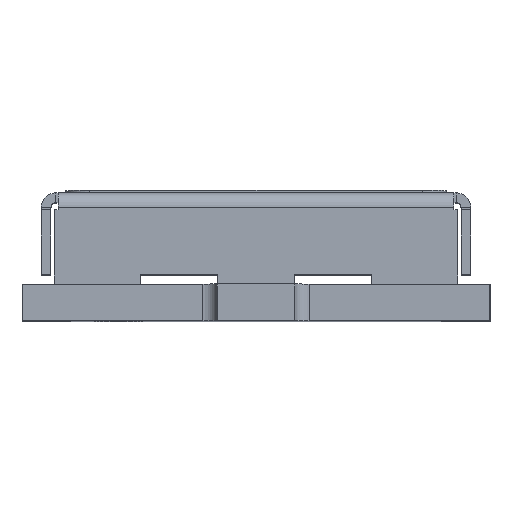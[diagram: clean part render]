
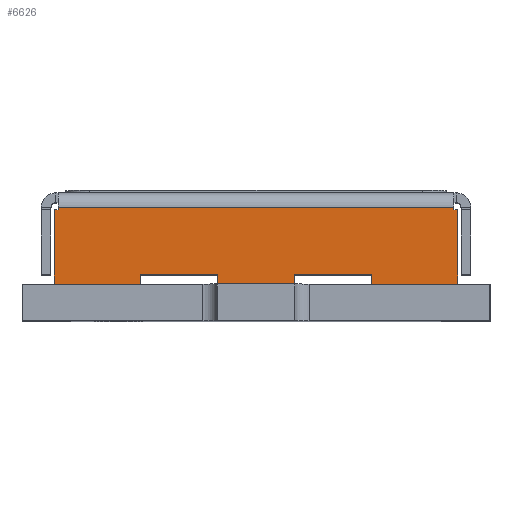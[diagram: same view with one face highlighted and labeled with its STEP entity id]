
A CAD part, top view. The second image highlights one B-rep face of the part: STEP entity #6626.
In plain terms, the highlighted planar face has unit normal (0, 0, 1).
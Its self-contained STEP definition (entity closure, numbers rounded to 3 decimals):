
#272 = LINE ( 'NONE', #9765, #8793 ) ;
#327 = ORIENTED_EDGE ( 'NONE', *, *, #6981, .T. ) ;
#334 = LINE ( 'NONE', #3996, #4595 ) ;
#433 = CARTESIAN_POINT ( 'NONE',  ( -4.45, 0.96, 4.65 ) ) ;
#638 = VERTEX_POINT ( 'NONE', #8845 ) ;
#659 = EDGE_CURVE ( 'NONE', #11595, #3220, #272, .T. ) ;
#684 = DIRECTION ( 'NONE',  ( 1., 0., 0. ) ) ;
#755 = DIRECTION ( 'NONE',  ( 0., -1., 0. ) ) ;
#840 = CARTESIAN_POINT ( 'NONE',  ( -4.1, 2.35, 4.65 ) ) ;
#928 = VERTEX_POINT ( 'NONE', #2913 ) ;
#975 = VECTOR ( 'NONE', #4182, 1000. ) ;
#1072 = VECTOR ( 'NONE', #7644, 1000. ) ;
#1119 = EDGE_CURVE ( 'NONE', #2611, #638, #3293, .T. ) ;
#1177 = EDGE_CURVE ( 'NONE', #7591, #10743, #2597, .T. ) ;
#1179 = DIRECTION ( 'NONE',  ( 1., 0., 0. ) ) ;
#1198 = VECTOR ( 'NONE', #10192, 1000. ) ;
#1389 = VERTEX_POINT ( 'NONE', #2712 ) ;
#1435 = VECTOR ( 'NONE', #6311, 1000. ) ;
#1475 = EDGE_CURVE ( 'NONE', #2178, #1389, #6168, .T. ) ;
#1493 = ORIENTED_EDGE ( 'NONE', *, *, #7542, .T. ) ;
#1576 = CARTESIAN_POINT ( 'NONE',  ( 2.4, 0.76, 4.65 ) ) ;
#1622 = CARTESIAN_POINT ( 'NONE',  ( 0.8, 18.172, 4.65 ) ) ;
#2129 = DIRECTION ( 'NONE',  ( 0., 1., 0. ) ) ;
#2178 = VERTEX_POINT ( 'NONE', #2905 ) ;
#2336 = VERTEX_POINT ( 'NONE', #10722 ) ;
#2369 = DIRECTION ( 'NONE',  ( 1., 0., 0. ) ) ;
#2402 = ORIENTED_EDGE ( 'NONE', *, *, #2884, .T. ) ;
#2546 = CARTESIAN_POINT ( 'NONE',  ( 4.179, 18.172, 4.65 ) ) ;
#2597 = LINE ( 'NONE', #4336, #11574 ) ;
#2611 = VERTEX_POINT ( 'NONE', #10526 ) ;
#2660 = VERTEX_POINT ( 'NONE', #7775 ) ;
#2712 = CARTESIAN_POINT ( 'NONE',  ( -4.179, 0.76, 4.65 ) ) ;
#2884 = EDGE_CURVE ( 'NONE', #2660, #4893, #334, .T. ) ;
#2899 = ORIENTED_EDGE ( 'NONE', *, *, #10504, .T. ) ;
#2905 = CARTESIAN_POINT ( 'NONE',  ( -4.179, 2.3, 4.65 ) ) ;
#2908 = ORIENTED_EDGE ( 'NONE', *, *, #1119, .F. ) ;
#2913 = CARTESIAN_POINT ( 'NONE',  ( 2.4, 0.96, 4.65 ) ) ;
#2962 = DIRECTION ( 'NONE',  ( -1., 0., 0. ) ) ;
#3104 = CARTESIAN_POINT ( 'NONE',  ( 4.1, 2.35, 4.65 ) ) ;
#3138 = CARTESIAN_POINT ( 'NONE',  ( -4.1, 18.172, 4.65 ) ) ;
#3203 = ORIENTED_EDGE ( 'NONE', *, *, #7563, .T. ) ;
#3208 = VECTOR ( 'NONE', #6843, 1000. ) ;
#3220 = VERTEX_POINT ( 'NONE', #6139 ) ;
#3251 = LINE ( 'NONE', #10742, #11609 ) ;
#3291 = ORIENTED_EDGE ( 'NONE', *, *, #5288, .T. ) ;
#3293 = LINE ( 'NONE', #5875, #8436 ) ;
#3310 = LINE ( 'NONE', #1622, #4903 ) ;
#3329 = VECTOR ( 'NONE', #6280, 1000. ) ;
#3399 = DIRECTION ( 'NONE',  ( 0., 0., -1. ) ) ;
#3659 = CARTESIAN_POINT ( 'NONE',  ( -4.45, 0.96, 4.65 ) ) ;
#3849 = CARTESIAN_POINT ( 'NONE',  ( -2.4, 0.96, 4.65 ) ) ;
#3884 = LINE ( 'NONE', #3138, #1072 ) ;
#3996 = CARTESIAN_POINT ( 'NONE',  ( -2.4, 18.172, 4.65 ) ) ;
#4182 = DIRECTION ( 'NONE',  ( 0., 1., 0. ) ) ;
#4215 = ORIENTED_EDGE ( 'NONE', *, *, #8108, .T. ) ;
#4336 = CARTESIAN_POINT ( 'NONE',  ( -4.45, 0.76, 4.65 ) ) ;
#4522 = LINE ( 'NONE', #3659, #1435 ) ;
#4595 = VECTOR ( 'NONE', #2129, 1000. ) ;
#4649 = CARTESIAN_POINT ( 'NONE',  ( -4.45, 2.3, 4.65 ) ) ;
#4654 = DIRECTION ( 'NONE',  ( 0., 1., 0. ) ) ;
#4777 = ORIENTED_EDGE ( 'NONE', *, *, #1475, .T. ) ;
#4854 = CARTESIAN_POINT ( 'NONE',  ( -0.8, 0.96, 4.65 ) ) ;
#4893 = VERTEX_POINT ( 'NONE', #3849 ) ;
#4903 = VECTOR ( 'NONE', #4654, 1000. ) ;
#5102 = CARTESIAN_POINT ( 'NONE',  ( -4.179, 18.172, 4.65 ) ) ;
#5288 = EDGE_CURVE ( 'NONE', #2336, #9324, #3884, .T. ) ;
#5490 = VECTOR ( 'NONE', #5999, 1000. ) ;
#5642 = CARTESIAN_POINT ( 'NONE',  ( -0.8, 0.76, 4.65 ) ) ;
#5680 = LINE ( 'NONE', #4649, #10853 ) ;
#5875 = CARTESIAN_POINT ( 'NONE',  ( -4.45, 2.3, 4.65 ) ) ;
#5886 = ORIENTED_EDGE ( 'NONE', *, *, #8223, .T. ) ;
#5999 = DIRECTION ( 'NONE',  ( 1., 0., 0. ) ) ;
#6045 = PLANE ( 'NONE',  #10448 ) ;
#6139 = CARTESIAN_POINT ( 'NONE',  ( 4.179, 0.76, 4.65 ) ) ;
#6168 = LINE ( 'NONE', #5102, #3329 ) ;
#6177 = DIRECTION ( 'NONE',  ( -1., 0., 0. ) ) ;
#6191 = CARTESIAN_POINT ( 'NONE',  ( 0.8, 0.76, 4.65 ) ) ;
#6280 = DIRECTION ( 'NONE',  ( 0., -1., 0. ) ) ;
#6311 = DIRECTION ( 'NONE',  ( 1., 0., 0. ) ) ;
#6397 = ORIENTED_EDGE ( 'NONE', *, *, #11904, .T. ) ;
#6481 = ORIENTED_EDGE ( 'NONE', *, *, #10226, .T. ) ;
#6626 = ADVANCED_FACE ( 'NONE', ( #10896 ), #6045, .F. ) ;
#6843 = DIRECTION ( 'NONE',  ( 0., -1., 0. ) ) ;
#6981 = EDGE_CURVE ( 'NONE', #2611, #7822, #9908, .T. ) ;
#7189 = VERTEX_POINT ( 'NONE', #4854 ) ;
#7420 = ORIENTED_EDGE ( 'NONE', *, *, #10764, .T. ) ;
#7460 = ORIENTED_EDGE ( 'NONE', *, *, #9208, .T. ) ;
#7542 = EDGE_CURVE ( 'NONE', #7189, #7591, #8413, .T. ) ;
#7563 = EDGE_CURVE ( 'NONE', #3220, #638, #10984, .T. ) ;
#7581 = LINE ( 'NONE', #840, #8288 ) ;
#7591 = VERTEX_POINT ( 'NONE', #5642 ) ;
#7644 = DIRECTION ( 'NONE',  ( 0., -1., 0. ) ) ;
#7772 = EDGE_LOOP ( 'NONE', ( #6397, #2402, #7420, #1493, #9542, #2899, #7460, #5886, #9270, #3203, #2908, #327, #6481, #3291, #4215, #4777 ) ) ;
#7775 = CARTESIAN_POINT ( 'NONE',  ( -2.4, 0.76, 4.65 ) ) ;
#7822 = VERTEX_POINT ( 'NONE', #3104 ) ;
#8108 = EDGE_CURVE ( 'NONE', #9324, #2178, #5680, .T. ) ;
#8109 = VECTOR ( 'NONE', #755, 1000. ) ;
#8223 = EDGE_CURVE ( 'NONE', #928, #11595, #10842, .T. ) ;
#8288 = VECTOR ( 'NONE', #10387, 1000. ) ;
#8346 = VERTEX_POINT ( 'NONE', #11897 ) ;
#8413 = LINE ( 'NONE', #11927, #8109 ) ;
#8436 = VECTOR ( 'NONE', #1179, 1000. ) ;
#8793 = VECTOR ( 'NONE', #9897, 1000. ) ;
#8845 = CARTESIAN_POINT ( 'NONE',  ( 4.179, 2.3, 4.65 ) ) ;
#8857 = CARTESIAN_POINT ( 'NONE',  ( 4.1, 18.172, 4.65 ) ) ;
#8996 = CARTESIAN_POINT ( 'NONE',  ( -4.45, 18.172, 4.65 ) ) ;
#9208 = EDGE_CURVE ( 'NONE', #8346, #928, #4522, .T. ) ;
#9270 = ORIENTED_EDGE ( 'NONE', *, *, #659, .T. ) ;
#9324 = VERTEX_POINT ( 'NONE', #11405 ) ;
#9542 = ORIENTED_EDGE ( 'NONE', *, *, #1177, .T. ) ;
#9765 = CARTESIAN_POINT ( 'NONE',  ( -4.45, 0.76, 4.65 ) ) ;
#9866 = LINE ( 'NONE', #433, #5490 ) ;
#9897 = DIRECTION ( 'NONE',  ( 1., 0., 0. ) ) ;
#9908 = LINE ( 'NONE', #8857, #975 ) ;
#10192 = DIRECTION ( 'NONE',  ( 0., 1., 0. ) ) ;
#10226 = EDGE_CURVE ( 'NONE', #7822, #2336, #7581, .T. ) ;
#10387 = DIRECTION ( 'NONE',  ( -1., 0., 0. ) ) ;
#10448 = AXIS2_PLACEMENT_3D ( 'NONE', #8996, #3399, #6177 ) ;
#10504 = EDGE_CURVE ( 'NONE', #10743, #8346, #3310, .T. ) ;
#10526 = CARTESIAN_POINT ( 'NONE',  ( 4.1, 2.3, 4.65 ) ) ;
#10722 = CARTESIAN_POINT ( 'NONE',  ( -4.1, 2.35, 4.65 ) ) ;
#10742 = CARTESIAN_POINT ( 'NONE',  ( -4.45, 0.76, 4.65 ) ) ;
#10743 = VERTEX_POINT ( 'NONE', #6191 ) ;
#10764 = EDGE_CURVE ( 'NONE', #4893, #7189, #9866, .T. ) ;
#10777 = CARTESIAN_POINT ( 'NONE',  ( 2.4, 18.172, 4.65 ) ) ;
#10842 = LINE ( 'NONE', #10777, #3208 ) ;
#10853 = VECTOR ( 'NONE', #2962, 1000. ) ;
#10896 = FACE_OUTER_BOUND ( 'NONE', #7772, .T. ) ;
#10984 = LINE ( 'NONE', #2546, #1198 ) ;
#11405 = CARTESIAN_POINT ( 'NONE',  ( -4.1, 2.3, 4.65 ) ) ;
#11574 = VECTOR ( 'NONE', #684, 1000. ) ;
#11595 = VERTEX_POINT ( 'NONE', #1576 ) ;
#11609 = VECTOR ( 'NONE', #2369, 1000. ) ;
#11897 = CARTESIAN_POINT ( 'NONE',  ( 0.8, 0.96, 4.65 ) ) ;
#11904 = EDGE_CURVE ( 'NONE', #1389, #2660, #3251, .T. ) ;
#11927 = CARTESIAN_POINT ( 'NONE',  ( -0.8, 18.172, 4.65 ) ) ;
